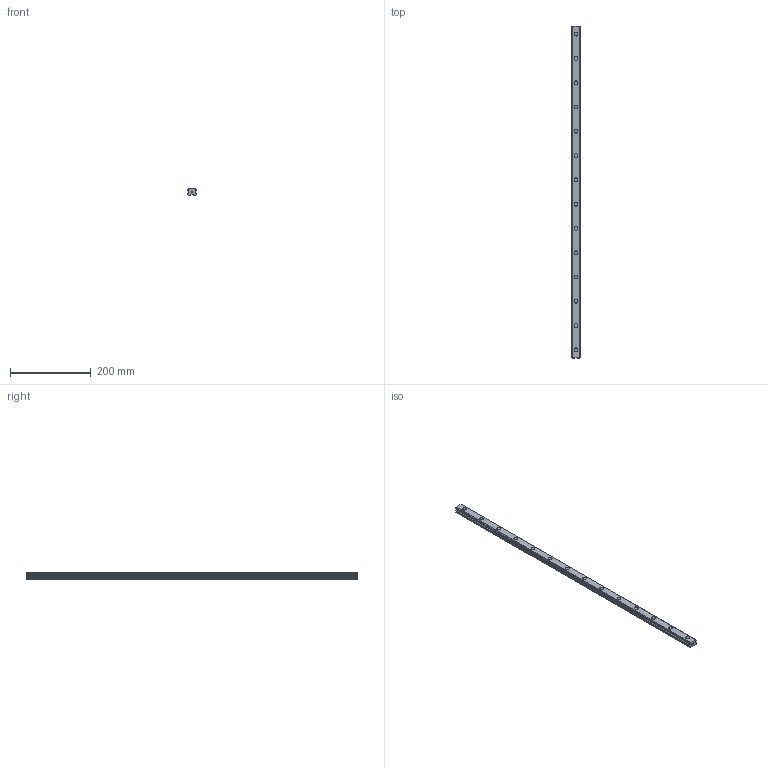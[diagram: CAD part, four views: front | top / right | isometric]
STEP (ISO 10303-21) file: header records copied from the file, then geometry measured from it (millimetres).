
FILE_DESCRIPTION(('STEP AP214'),'1');
FILE_NAME('cctmp_9A76F228-FCCE-4357-A7A0-4EE17762F6D3_2021_02_04_09_19_55_0206..stp','2021-02-04T08:19:55',('HIWIN GmbH'),('CADClick - www.CADClick.com'),'Spatial InterOp 3D',' ','unknown authorization');
FILE_SCHEMA(('AUTOMOTIVE_DESIGN'));
Length unit declared in the file: millimetre
Products named in the file (1): EGR20R820C_FILE
Bounding box: 20 x 820 x 15.5 mm (x, y, z)
Volume: 219808.2 mm3; surface area: 66118.8 mm2
Topology: 1 solids, 1 shells, 271 faces, 655 edges, 418 vertices
Faces by surface type: plane 169, cylinder 102
Entity records: 10113 total; most frequent: DIRECTION 1459, CARTESIAN_POINT 1345, ORIENTED_EDGE 1310, EDGE_CURVE 655, AXIS2_PLACEMENT_3D 532, VERTEX_POINT 418, LINE 395, VECTOR 395
